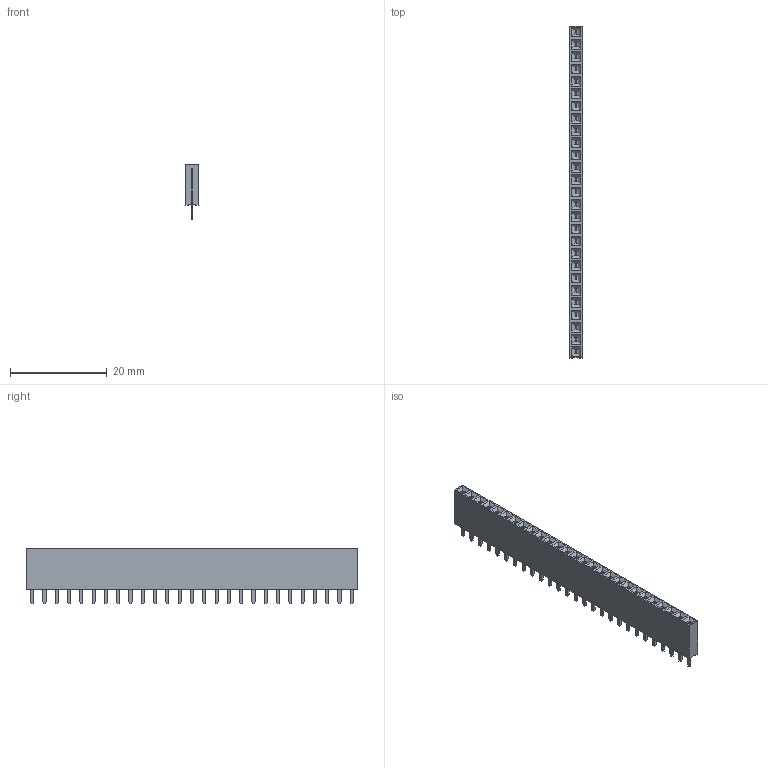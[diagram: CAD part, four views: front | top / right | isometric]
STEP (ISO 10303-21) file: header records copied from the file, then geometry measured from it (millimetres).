
FILE_DESCRIPTION(('FreeCAD Model'),'2;1');
FILE_NAME('Open CASCADE Shape Model','2023-05-12T03:18:42',( 'kicad StepUp'),('ksu MCAD'),'Open CASCADE STEP processor 7.6', 'FreeCAD','Unknown');
FILE_SCHEMA(('AUTOMOTIVE_DESIGN { 1 0 10303 214 1 1 1 1 }'));
Length unit declared in the file: millimetre
Products named in the file (29): Female_Header_1x27_P2.54_H8.5_straight; Pin_One026; Epoxy_Body026; Body390; Body391; Body392; Body393; Body394; Body395; Body396; Body397; Body398; Body387; Body399; Body400; Body401; Body402; Body403; Body404; Body405; Body406; Body407; Body408; Body409; Body410; Body411; Body412; Body413; Body414
Assembly tree (28 placements, depth 2):
  Female_Header_1x27_P2.54_H8.5_straight
    Pin_One026
    Epoxy_Body026
    Body390
    Body391
    Body392
    Body393
    Body394
    Body395
    Body396
    Body397
    Body398
    Body387
    Body399
    Body400
    Body401
    Body402
    Body403
    Body404
    Body405
    Body406
    Body407
    Body408
    Body409
    Body410
    Body411
    Body412
    Body413
    Body414
Bounding box: 2.5 x 68.58 x 11.5 mm (x, y, z)
Volume: 1261.2 mm3; surface area: 3660 mm2
Topology: 28 solids, 28 shells, 1092 faces, 3054 edges, 2018 vertices
Faces by surface type: plane 793, cylinder 191, bspline 108
Entity records: 35445 total; most frequent: CARTESIAN_POINT 6625, ORIENTED_EDGE 6108, DIRECTION 5408, EDGE_CURVE 3054, LINE 2510, VECTOR 2510, VERTEX_POINT 2018, AXIS2_PLACEMENT_3D 1449
